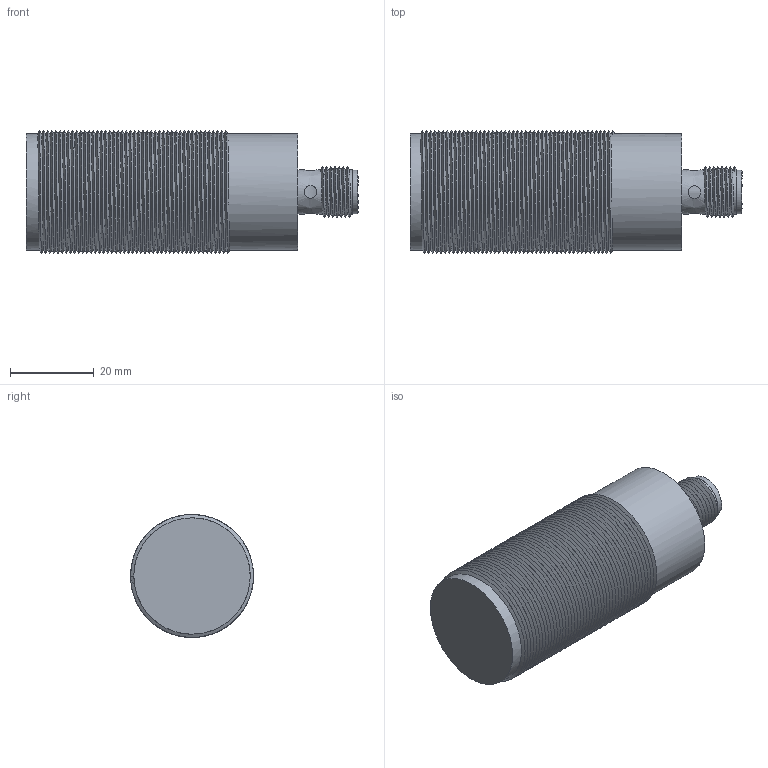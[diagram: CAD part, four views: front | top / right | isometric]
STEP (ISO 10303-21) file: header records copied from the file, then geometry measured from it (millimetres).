
FILE_DESCRIPTION( ('This file contains a STEP AP42 implementation' ,'as created by ZW3D STEP Interface translator.') ,'2;1' );
FILE_NAME( 'ECS1-3016X-XRU4.stp' ,'20 522.144939', (''), ('ZWCAD Software Co.'), 'Version 1.0', 'ZW3D to STEP translator', '' );
FILE_SCHEMA(('AUTOMOTIVE_DESIGN'));
Length unit declared in the file: millimetre
Products named in the file (2): 0; ECS1-3016X-XRU4
Bounding box: 79.35 x 29.36 x 29.36 mm (x, y, z)
Volume: 42118.7 mm3; surface area: 11469.7 mm2
Topology: 1 solids, 1 shells, 98 faces, 253 edges, 161 vertices
Faces by surface type: bspline 98
Entity records: 6129 total; most frequent: CARTESIAN_POINT 4655, ORIENTED_EDGE 494, EDGE_CURVE 247, VERTEX_POINT 161, EDGE_LOOP 108, B_SPLINE_CURVE_WITH_KNOTS 107, FACE_OUTER_BOUND 98, ADVANCED_FACE 98
